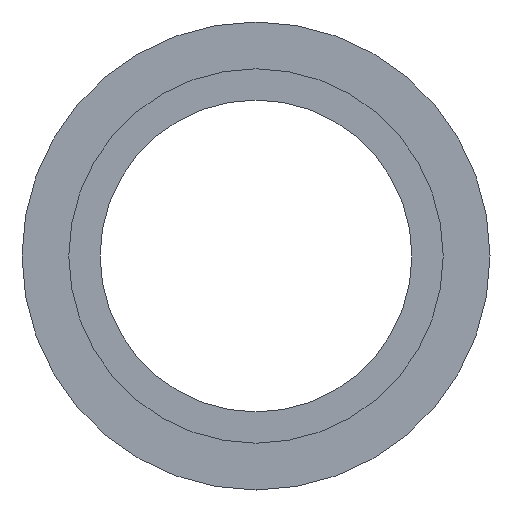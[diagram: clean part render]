
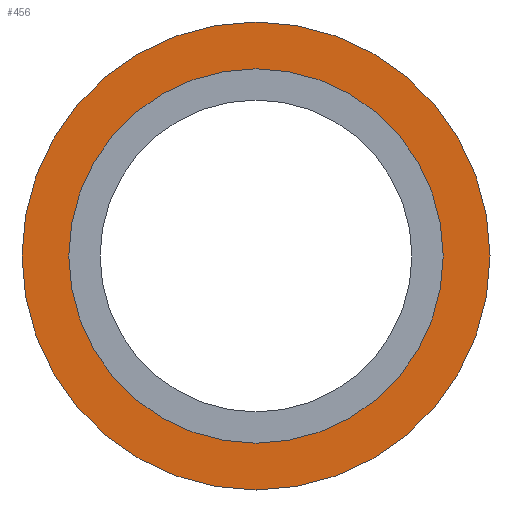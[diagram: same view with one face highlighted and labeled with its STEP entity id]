
A CAD part, front view. The second image highlights one B-rep face of the part: STEP entity #456.
In plain terms, the highlighted planar face has unit normal (0, -1, 0).
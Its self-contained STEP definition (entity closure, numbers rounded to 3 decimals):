
#5 = CARTESIAN_POINT ( 'NONE',  ( 19.05, 0., 0. ) ) ;
#13 = CARTESIAN_POINT ( 'NONE',  ( 0., 0., 0. ) ) ;
#15 = DIRECTION ( 'NONE',  ( -1., 0., 0. ) ) ;
#22 = CIRCLE ( 'NONE', #351, 15.24 ) ;
#31 = ORIENTED_EDGE ( 'NONE', *, *, #306, .F. ) ;
#59 = CIRCLE ( 'NONE', #513, 15.24 ) ;
#62 = ORIENTED_EDGE ( 'NONE', *, *, #296, .F. ) ;
#65 = CARTESIAN_POINT ( 'NONE',  ( -15.24, 0., 0. ) ) ;
#70 = EDGE_CURVE ( 'NONE', #474, #518, #22, .T. ) ;
#100 = DIRECTION ( 'NONE',  ( 0., 1., 0. ) ) ;
#119 = VERTEX_POINT ( 'NONE', #372 ) ;
#131 = DIRECTION ( 'NONE',  ( -1., 0., 0. ) ) ;
#133 = CIRCLE ( 'NONE', #186, 19.05 ) ;
#146 = DIRECTION ( 'NONE',  ( -1., 0., 0. ) ) ;
#166 = EDGE_CURVE ( 'NONE', #518, #474, #59, .T. ) ;
#167 = EDGE_LOOP ( 'NONE', ( #62, #31 ) ) ;
#183 = DIRECTION ( 'NONE',  ( 0., 1., 0. ) ) ;
#186 = AXIS2_PLACEMENT_3D ( 'NONE', #13, #540, #261 ) ;
#214 = CARTESIAN_POINT ( 'NONE',  ( 19.05, 0., 0. ) ) ;
#238 = CARTESIAN_POINT ( 'NONE',  ( 0., 0., 0. ) ) ;
#242 = FACE_BOUND ( 'NONE', #308, .T. ) ;
#252 = AXIS2_PLACEMENT_3D ( 'NONE', #446, #535, #390 ) ;
#261 = DIRECTION ( 'NONE',  ( -1., 0., 0. ) ) ;
#289 = FACE_OUTER_BOUND ( 'NONE', #167, .T. ) ;
#296 = EDGE_CURVE ( 'NONE', #119, #347, #133, .T. ) ;
#306 = EDGE_CURVE ( 'NONE', #347, #119, #374, .T. ) ;
#308 = EDGE_LOOP ( 'NONE', ( #466, #486 ) ) ;
#323 = CARTESIAN_POINT ( 'NONE',  ( 15.24, 0., 0. ) ) ;
#347 = VERTEX_POINT ( 'NONE', #5 ) ;
#351 = AXIS2_PLACEMENT_3D ( 'NONE', #467, #183, #131 ) ;
#372 = CARTESIAN_POINT ( 'NONE',  ( -19.05, 0., 0. ) ) ;
#374 = CIRCLE ( 'NONE', #252, 19.05 ) ;
#390 = DIRECTION ( 'NONE',  ( -1., 0., 0. ) ) ;
#446 = CARTESIAN_POINT ( 'NONE',  ( 0., 0., 0. ) ) ;
#456 = ADVANCED_FACE ( 'NONE', ( #289, #242 ), #551, .F. ) ;
#466 = ORIENTED_EDGE ( 'NONE', *, *, #70, .T. ) ;
#467 = CARTESIAN_POINT ( 'NONE',  ( 0., 0., 0. ) ) ;
#474 = VERTEX_POINT ( 'NONE', #65 ) ;
#486 = ORIENTED_EDGE ( 'NONE', *, *, #166, .T. ) ;
#513 = AXIS2_PLACEMENT_3D ( 'NONE', #238, #100, #146 ) ;
#518 = VERTEX_POINT ( 'NONE', #323 ) ;
#535 = DIRECTION ( 'NONE',  ( 0., 1., 0. ) ) ;
#540 = DIRECTION ( 'NONE',  ( 0., 1., 0. ) ) ;
#551 = PLANE ( 'NONE',  #578 ) ;
#578 = AXIS2_PLACEMENT_3D ( 'NONE', #214, #587, #15 ) ;
#587 = DIRECTION ( 'NONE',  ( 0., 1., 0. ) ) ;
